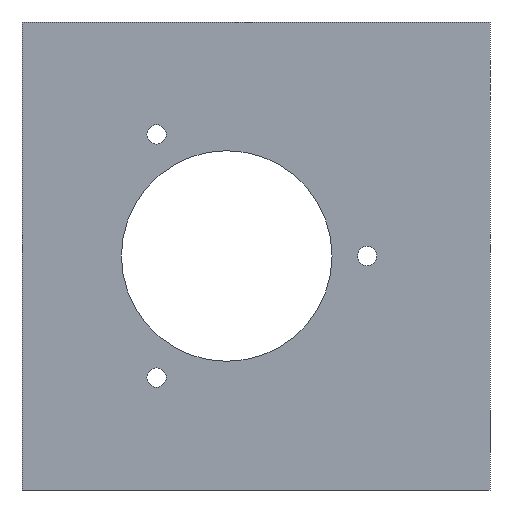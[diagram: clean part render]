
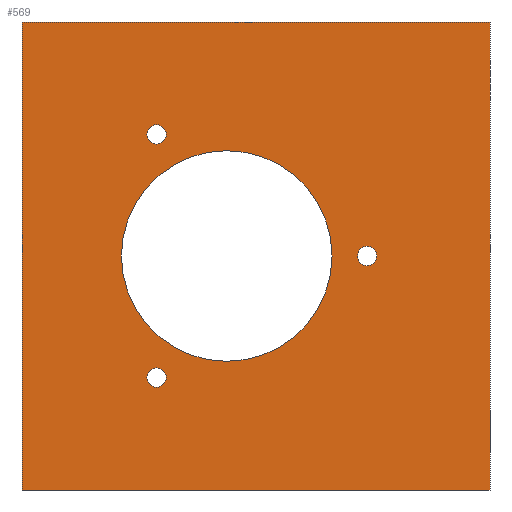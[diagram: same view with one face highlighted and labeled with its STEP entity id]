
A CAD part, left-side view. The second image highlights one B-rep face of the part: STEP entity #569.
In plain terms, the highlighted planar face has unit normal (-1, 0, 0).
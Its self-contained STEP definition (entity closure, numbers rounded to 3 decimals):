
#36=DIRECTION('',(0.,1.,0.));
#37=VECTOR('',#36,80.);
#38=CARTESIAN_POINT('',(0.,0.,-40.));
#39=LINE('',#38,#37);
#44=DIRECTION('',(0.,0.,-1.));
#45=VECTOR('',#44,80.);
#46=CARTESIAN_POINT('',(0.,0.,40.));
#47=LINE('',#46,#45);
#51=CARTESIAN_POINT('',(0.,45.,0.));
#52=DIRECTION('',(-1.,0.,0.));
#53=DIRECTION('',(0.,0.,1.));
#54=AXIS2_PLACEMENT_3D('',#51,#52,#53);
#59=CARTESIAN_POINT('',(0.,45.,0.));
#60=DIRECTION('',(-1.,0.,0.));
#61=DIRECTION('',(0.,0.,-1.));
#62=AXIS2_PLACEMENT_3D('',#59,#60,#61);
#67=CARTESIAN_POINT('',(0.,21.,0.));
#68=DIRECTION('',(-1.,0.,0.));
#69=DIRECTION('',(0.,1.,0.));
#70=AXIS2_PLACEMENT_3D('',#67,#68,#69);
#75=CARTESIAN_POINT('',(0.,21.,0.));
#76=DIRECTION('',(-1.,0.,0.));
#77=DIRECTION('',(0.,-1.,0.));
#78=AXIS2_PLACEMENT_3D('',#75,#76,#77);
#83=CARTESIAN_POINT('',(0.,57.,-20.785));
#84=DIRECTION('',(-1.,0.,0.));
#85=DIRECTION('',(0.,-0.5,0.866));
#86=AXIS2_PLACEMENT_3D('',#83,#84,#85);
#91=CARTESIAN_POINT('',(0.,57.,-20.785));
#92=DIRECTION('',(-1.,0.,0.));
#93=DIRECTION('',(0.,0.5,-0.866));
#94=AXIS2_PLACEMENT_3D('',#91,#92,#93);
#99=CARTESIAN_POINT('',(0.,57.,20.785));
#100=DIRECTION('',(-1.,0.,0.));
#101=DIRECTION('',(0.,-0.5,-0.866));
#102=AXIS2_PLACEMENT_3D('',#99,#100,#101);
#107=CARTESIAN_POINT('',(0.,57.,20.785));
#108=DIRECTION('',(-1.,0.,0.));
#109=DIRECTION('',(0.,0.5,0.866));
#110=AXIS2_PLACEMENT_3D('',#107,#108,#109);
#122=DIRECTION('',(0.,0.,-1.));
#123=VECTOR('',#122,80.);
#124=CARTESIAN_POINT('',(0.,80.,40.));
#125=LINE('',#124,#123);
#313=DIRECTION('',(0.,1.,0.));
#314=VECTOR('',#313,80.);
#315=CARTESIAN_POINT('',(0.,0.,40.));
#316=LINE('',#315,#314);
#439=CARTESIAN_POINT('',(0.,0.,-40.));
#440=CARTESIAN_POINT('',(0.,80.,-40.));
#441=VERTEX_POINT('',#439);
#442=VERTEX_POINT('',#440);
#451=CARTESIAN_POINT('',(0.,80.,40.));
#452=VERTEX_POINT('',#451);
#453=CARTESIAN_POINT('',(0.,0.,40.));
#454=VERTEX_POINT('',#453);
#455=CARTESIAN_POINT('',(0.,45.,18.));
#456=CARTESIAN_POINT('',(0.,45.,-18.));
#457=VERTEX_POINT('',#455);
#458=VERTEX_POINT('',#456);
#459=CARTESIAN_POINT('',(0.,22.65,0.));
#460=CARTESIAN_POINT('',(0.,19.35,0.));
#461=VERTEX_POINT('',#459);
#462=VERTEX_POINT('',#460);
#463=CARTESIAN_POINT('',(0.,56.175,-19.356));
#464=CARTESIAN_POINT('',(0.,57.825,-22.214));
#465=VERTEX_POINT('',#463);
#466=VERTEX_POINT('',#464);
#467=CARTESIAN_POINT('',(0.,56.175,19.356));
#468=CARTESIAN_POINT('',(0.,57.825,22.214));
#469=VERTEX_POINT('',#467);
#470=VERTEX_POINT('',#468);
#531=CARTESIAN_POINT('',(0.,80.,-40.));
#532=DIRECTION('',(-1.,0.,0.));
#533=DIRECTION('',(0.,-1.,0.));
#534=AXIS2_PLACEMENT_3D('',#531,#532,#533);
#535=PLANE('',#534);
#536=ORIENTED_EDGE('',*,*,#516,.T.);
#538=ORIENTED_EDGE('',*,*,#537,.F.);
#540=ORIENTED_EDGE('',*,*,#539,.F.);
#542=ORIENTED_EDGE('',*,*,#541,.T.);
#543=EDGE_LOOP('',(#536,#538,#540,#542));
#544=FACE_OUTER_BOUND('',#543,.F.);
#546=ORIENTED_EDGE('',*,*,#545,.T.);
#548=ORIENTED_EDGE('',*,*,#547,.T.);
#549=EDGE_LOOP('',(#546,#548));
#550=FACE_BOUND('',#549,.F.);
#552=ORIENTED_EDGE('',*,*,#551,.T.);
#554=ORIENTED_EDGE('',*,*,#553,.T.);
#555=EDGE_LOOP('',(#552,#554));
#556=FACE_BOUND('',#555,.F.);
#558=ORIENTED_EDGE('',*,*,#557,.T.);
#560=ORIENTED_EDGE('',*,*,#559,.T.);
#561=EDGE_LOOP('',(#558,#560));
#562=FACE_BOUND('',#561,.F.);
#564=ORIENTED_EDGE('',*,*,#563,.T.);
#566=ORIENTED_EDGE('',*,*,#565,.T.);
#567=EDGE_LOOP('',(#564,#566));
#568=FACE_BOUND('',#567,.F.);
#569=ADVANCED_FACE('',(#544,#550,#556,#562,#568),#535,.T.);
#55=CIRCLE('',#54,18.);
#63=CIRCLE('',#62,18.);
#71=CIRCLE('',#70,1.65);
#79=CIRCLE('',#78,1.65);
#87=CIRCLE('',#86,1.65);
#95=CIRCLE('',#94,1.65);
#103=CIRCLE('',#102,1.65);
#111=CIRCLE('',#110,1.65);
#516=EDGE_CURVE('',#441,#442,#39,.T.);
#537=EDGE_CURVE('',#452,#442,#125,.T.);
#539=EDGE_CURVE('',#454,#452,#316,.T.);
#541=EDGE_CURVE('',#454,#441,#47,.T.);
#545=EDGE_CURVE('',#457,#458,#55,.T.);
#547=EDGE_CURVE('',#458,#457,#63,.T.);
#551=EDGE_CURVE('',#461,#462,#71,.T.);
#553=EDGE_CURVE('',#462,#461,#79,.T.);
#557=EDGE_CURVE('',#465,#466,#87,.T.);
#559=EDGE_CURVE('',#466,#465,#95,.T.);
#563=EDGE_CURVE('',#469,#470,#103,.T.);
#565=EDGE_CURVE('',#470,#469,#111,.T.);
